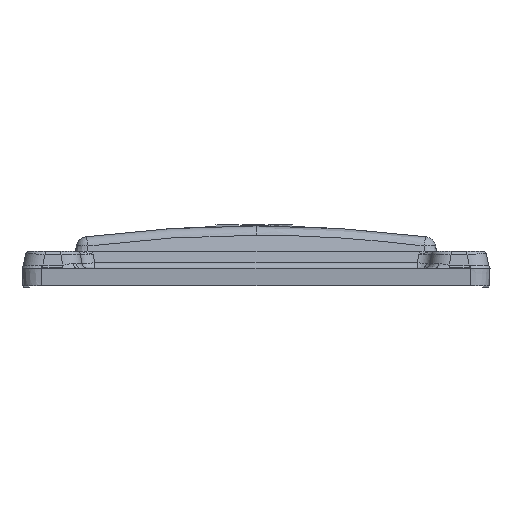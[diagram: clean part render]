
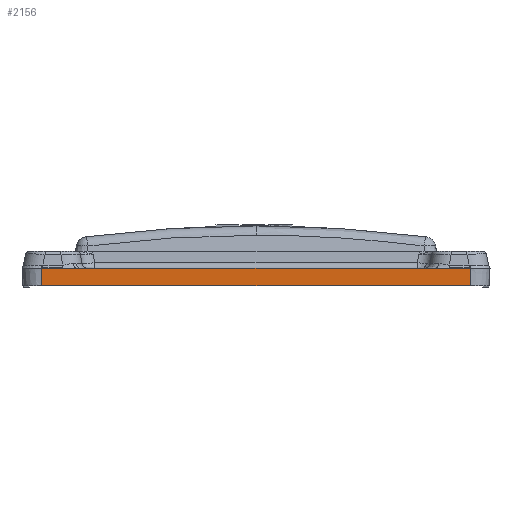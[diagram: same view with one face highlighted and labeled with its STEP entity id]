
A CAD part, front view. The second image highlights one B-rep face of the part: STEP entity #2156.
In plain terms, the highlighted planar face has unit normal (0, -0.999, -0.052).
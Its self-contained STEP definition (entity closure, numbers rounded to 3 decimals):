
#463=PLANE('',#15085);
#1335=FACE_OUTER_BOUND('',#3682,.T.);
#2156=ADVANCED_FACE('',(#1335),#463,.T.);
#3682=EDGE_LOOP('',(#7414,#7415,#7416,#7417));
#4495=LINE('',#46844,#5428);
#4549=LINE('',#48187,#5482);
#4755=LINE('',#50719,#5688);
#4766=LINE('',#50756,#5699);
#5428=VECTOR('',#15968,1.);
#5482=VECTOR('',#16060,1.);
#5688=VECTOR('',#16472,1.);
#5699=VECTOR('',#16491,1.);
#7414=ORIENTED_EDGE('',*,*,#12247,.F.);
#7415=ORIENTED_EDGE('',*,*,#12397,.T.);
#7416=ORIENTED_EDGE('',*,*,#12846,.T.);
#7417=ORIENTED_EDGE('',*,*,#12831,.T.);
#10875=VERTEX_POINT('',#46843);
#10876=VERTEX_POINT('',#46845);
#10996=VERTEX_POINT('',#48186);
#11333=VERTEX_POINT('',#50720);
#12247=EDGE_CURVE('',#10875,#10876,#4495,.T.);
#12397=EDGE_CURVE('',#10875,#10996,#4549,.T.);
#12831=EDGE_CURVE('',#11333,#10876,#4755,.T.);
#12846=EDGE_CURVE('',#10996,#11333,#4766,.T.);
#15085=AXIS2_PLACEMENT_3D('',#50781,#16505,#16506);
#15968=DIRECTION('',(0.,0.052,-0.999));
#16060=DIRECTION('',(-1.,0.,0.));
#16472=DIRECTION('',(1.,0.,0.));
#16491=DIRECTION('',(0.,0.052,-0.999));
#16505=DIRECTION('',(0.,-0.999,-0.052));
#16506=DIRECTION('',(0.,-0.052,0.999));
#46843=CARTESIAN_POINT('',(51.75,-36.1,1.4));
#46844=CARTESIAN_POINT('',(51.75,-36.031,0.075));
#46845=CARTESIAN_POINT('',(51.75,-35.961,-1.25));
#48186=CARTESIAN_POINT('',(-13.75,-36.1,1.4));
#48187=CARTESIAN_POINT('',(-20.353,-36.1,1.4));
#50719=CARTESIAN_POINT('',(0.,-35.961,-1.25));
#50720=CARTESIAN_POINT('',(-13.75,-35.961,-1.25));
#50756=CARTESIAN_POINT('',(-13.75,-36.114,1.668));
#50781=CARTESIAN_POINT('',(-20.353,-36.1,1.4));
